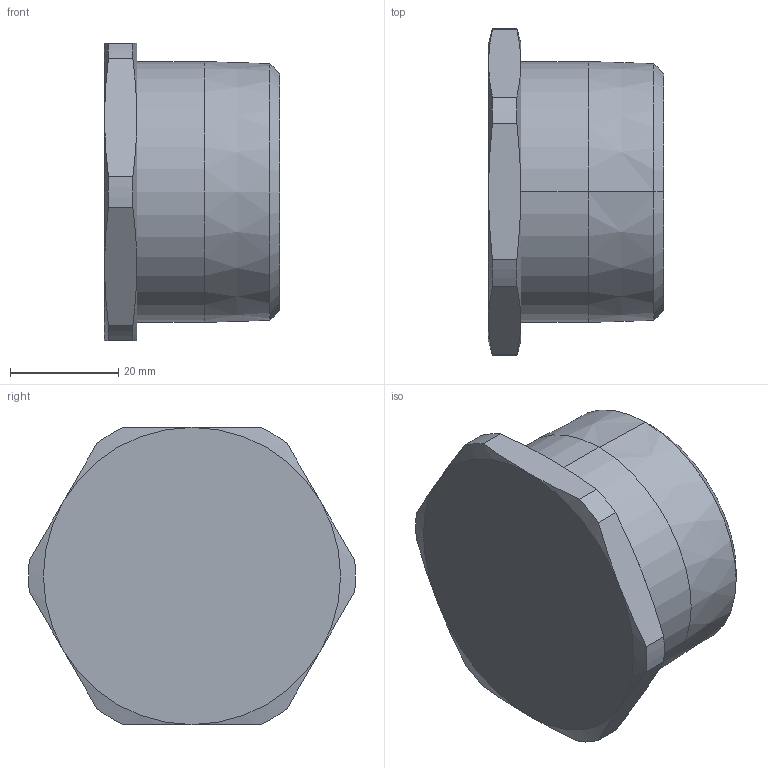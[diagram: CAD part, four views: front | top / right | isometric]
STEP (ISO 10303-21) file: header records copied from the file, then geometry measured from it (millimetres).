
FILE_DESCRIPTION (( 'STEP AP203' ), '1' );
FILE_NAME ('757DT5.STEP', '2018-05-17T14:58:41', ( '' ), ( '' ), 'SwSTEP 2.0', 'SolidWorks 2017', '' );
FILE_SCHEMA (( 'CONFIG_CONTROL_DESIGN' ));
Length unit declared in the file: millimetre
Products named in the file (1): 757DT5
Bounding box: 32.4 x 60.47 x 55 mm (x, y, z)
Volume: 38323.6 mm3; surface area: 12876.1 mm2
Topology: 1 solids, 1 shells, 38 faces, 86 edges, 51 vertices
Faces by surface type: cone 18, cylinder 10, plane 10
Entity records: 1195 total; most frequent: CARTESIAN_POINT 294, DIRECTION 176, ORIENTED_EDGE 168, EDGE_CURVE 84, AXIS2_PLACEMENT_3D 77, VERTEX_POINT 51, EDGE_LOOP 41, FACE_OUTER_BOUND 38
